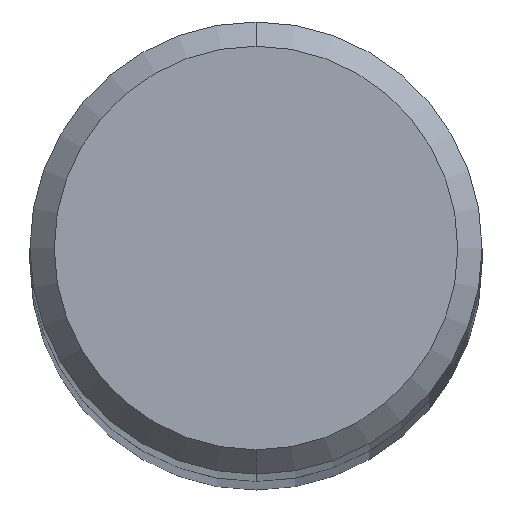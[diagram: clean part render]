
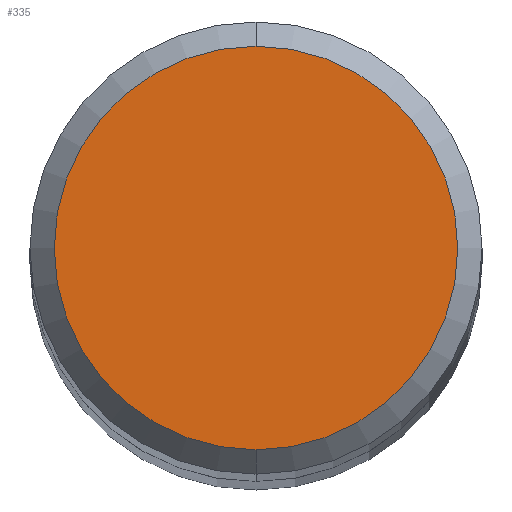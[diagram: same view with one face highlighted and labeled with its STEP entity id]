
A CAD part, top view. The second image highlights one B-rep face of the part: STEP entity #335.
In plain terms, the highlighted planar face has unit normal (0, 0, 1).
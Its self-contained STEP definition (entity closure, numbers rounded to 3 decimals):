
#241=EDGE_CURVE('',#261,#385,#524,.T.);
#261=VERTEX_POINT('',#547);
#335=ADVANCED_FACE('',(#626),#627,.T.);
#375=EDGE_CURVE('',#385,#261,#672,.T.);
#385=VERTEX_POINT('',#682);
#524=CIRCLE('',#885,4.15);
#547=CARTESIAN_POINT('',(0.0,4.15,0.0));
#626=FACE_OUTER_BOUND('',#1189,.T.);
#627=PLANE('',#1190);
#672=CIRCLE('',#1269,4.15);
#682=CARTESIAN_POINT('',(0.,-4.15,0.0));
#885=AXIS2_PLACEMENT_3D('',#1437,#1438,#1439);
#1189=EDGE_LOOP('',(#1554,#1555));
#1190=AXIS2_PLACEMENT_3D('',#1556,#1557,#1558);
#1269=AXIS2_PLACEMENT_3D('',#1618,#1619,#1620);
#1437=CARTESIAN_POINT('',(0.0,0.0,0.0));
#1438=DIRECTION('',(0.0,0.0,-1.0));
#1439=DIRECTION('',(0.0,1.0,0.0));
#1554=ORIENTED_EDGE('',*,*,#241,.F.);
#1555=ORIENTED_EDGE('',*,*,#375,.F.);
#1556=CARTESIAN_POINT('',(0.0,2.075,0.0));
#1557=DIRECTION('',(-0.0,0.0,1.0));
#1558=DIRECTION('',(0.0,-1.0,0.0));
#1618=CARTESIAN_POINT('',(0.0,0.0,0.0));
#1619=DIRECTION('',(0.0,0.0,-1.0));
#1620=DIRECTION('',(0.0,1.0,0.0));
